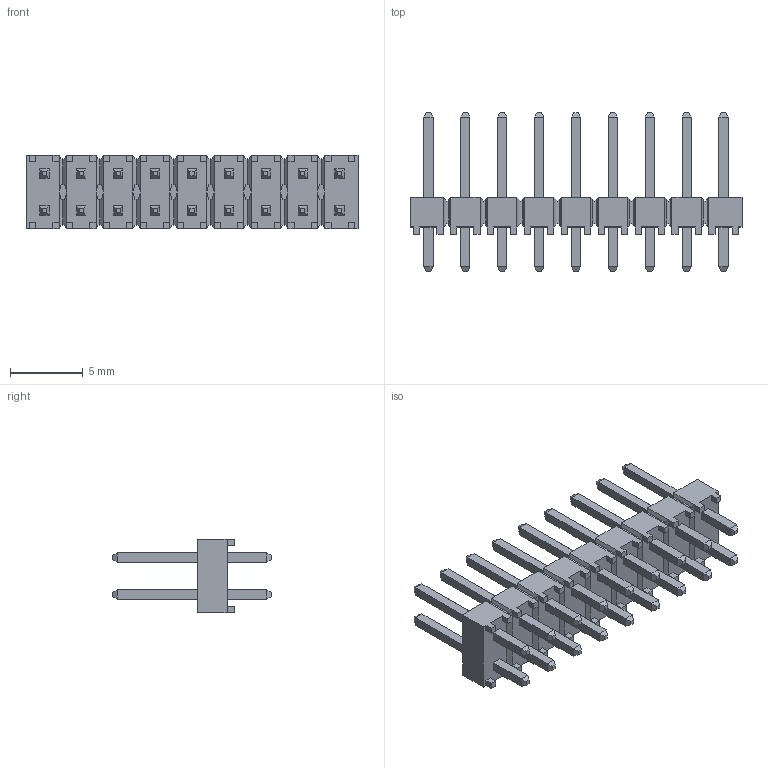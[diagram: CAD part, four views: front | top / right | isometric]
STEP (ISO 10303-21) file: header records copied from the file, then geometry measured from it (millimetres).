
FILE_DESCRIPTION( ( 'STEP AP214' ), '1' );
FILE_NAME( 'TSW-109-07-G-D.stp', '2021-10-12T21:30:51', ( 'License CC BY-ND 4.0' ), ( 'CADENAS' ), ' ', 'PARTsolutions', ' ' );
FILE_SCHEMA( ( 'AUTOMOTIVE_DESIGN { 1 0 10303 214 1 1 1 1 }' ) );
Length unit declared in the file: inch
Products named in the file (3): TSW-109-07-G-D; _TSW-109-07-G-D_body; _T-1S6-07-TSW-1-07-9-D
Assembly tree (2 placements, depth 2):
  TSW-109-07-G-D
    _TSW-109-07-G-D_body
    _T-1S6-07-TSW-1-07-9-D
Bounding box: 22.86 x 10.92 x 5.08 mm (x, y, z)
Volume: 297.1 mm3; surface area: 1134.5 mm2
Topology: 2 solids, 2 shells, 744 faces, 1856 edges, 1136 vertices
Faces by surface type: plane 744
Entity records: 27378 total; most frequent: CARTESIAN_POINT 3739, ORIENTED_EDGE 3712, DIRECTION 3350, EDGE_CURVE 1856, LINE 1856, VECTOR 1856, VERTEX_POINT 1136, EDGE_LOOP 816
